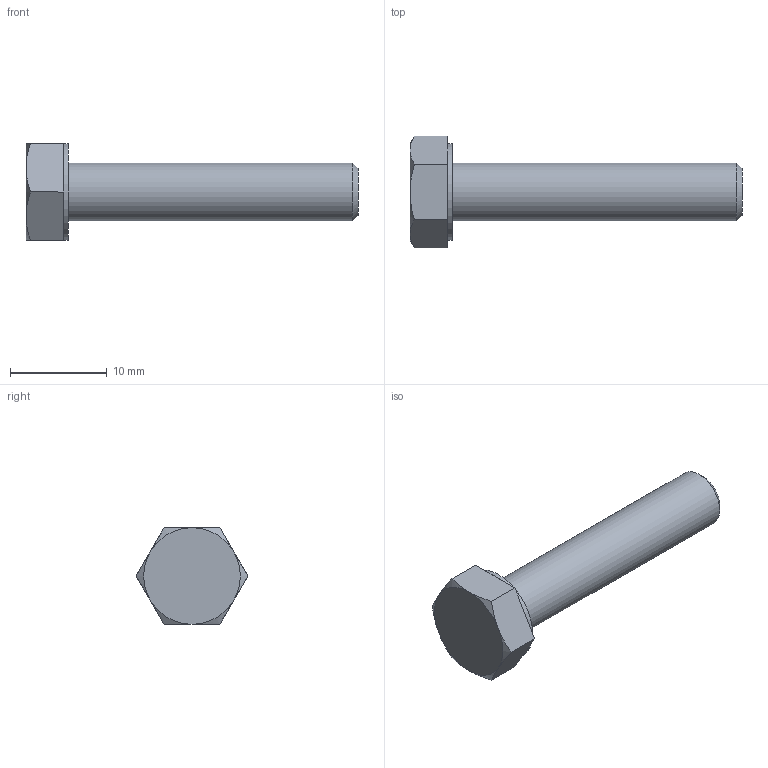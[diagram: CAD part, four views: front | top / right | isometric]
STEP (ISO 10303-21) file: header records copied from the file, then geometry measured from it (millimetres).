
FILE_DESCRIPTION(/* description */ ('ISO metric hexagon commercial bolts and screws'),/* implementation_level */ '2;1');
FILE_NAME(/* name */ 'AS 1111 - M6 x 30.stp',/* time_stamp */ '2023-06-25T13:56:38+03:00',/* author */ ('moham'),/* organization */ (''),/* preprocessor_version */ 'ST-DEVELOPER v19.2',/* originating_system */ 'Autodesk Inventor 2024',/* authorisation */ '');
FILE_SCHEMA (('AUTOMOTIVE_DESIGN { 1 0 10303 214 3 1 1 }'));
Length unit declared in the file: millimetre
Products named in the file (1): AS 1111 - M6 x 30
Bounding box: 34.38 x 11.55 x 10 mm (x, y, z)
Volume: 1219.1 mm3; surface area: 877.5 mm2
Topology: 1 solids, 1 shells, 24 faces, 51 edges, 30 vertices
Faces by surface type: plane 15, cone 7, cylinder 2
Full cylindrical faces by diameter (mm): 6 x1, 10 x1
Entity records: 668 total; most frequent: CARTESIAN_POINT 130, DIRECTION 107, ORIENTED_EDGE 102, EDGE_CURVE 51, AXIS2_PLACEMENT_3D 43, VERTEX_POINT 30, EDGE_LOOP 25, FACE_OUTER_BOUND 24
